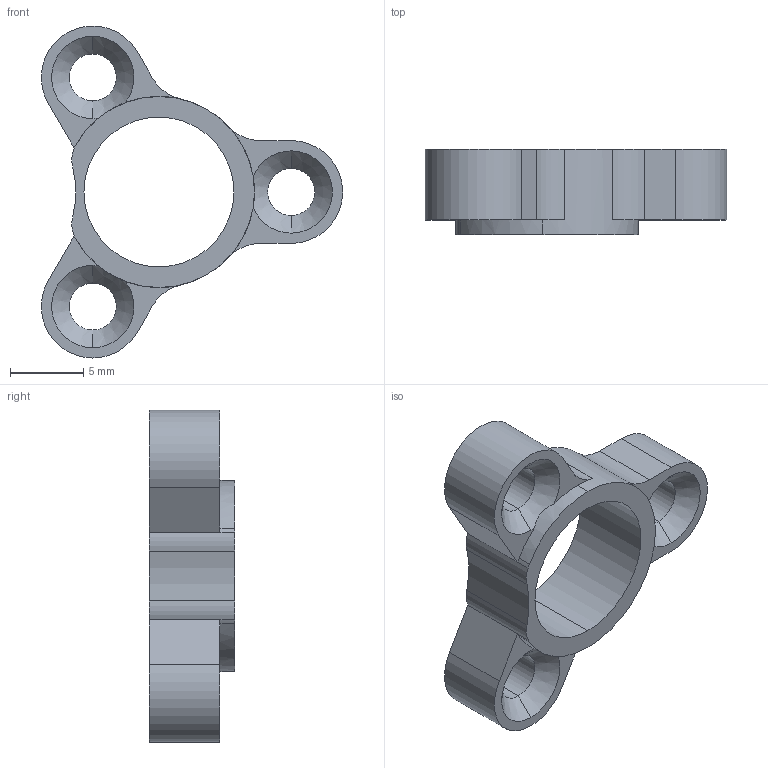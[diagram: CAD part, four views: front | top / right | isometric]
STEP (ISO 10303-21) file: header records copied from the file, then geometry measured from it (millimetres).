
FILE_DESCRIPTION (( 'STEP AP203' ), '1' );
FILE_NAME ('The ring.STEP', '2018-06-11T02:20:52', ( '' ), ( '' ), 'SwSTEP 2.0', 'SolidWorks 2016', '' );
FILE_SCHEMA (( 'CONFIG_CONTROL_DESIGN' ));
Length unit declared in the file: millimetre
Products named in the file (1): The ring
Bounding box: 20.5 x 5.8 x 22.59 mm (x, y, z)
Volume: 704.2 mm3; surface area: 985.9 mm2
Topology: 1 solids, 1 shells, 41 faces, 118 edges, 76 vertices
Faces by surface type: cylinder 24, plane 11, cone 6
Entity records: 1486 total; most frequent: DIRECTION 263, CARTESIAN_POINT 263, ORIENTED_EDGE 236, EDGE_CURVE 118, AXIS2_PLACEMENT_3D 106, VERTEX_POINT 76, CIRCLE 64, LINE 51
